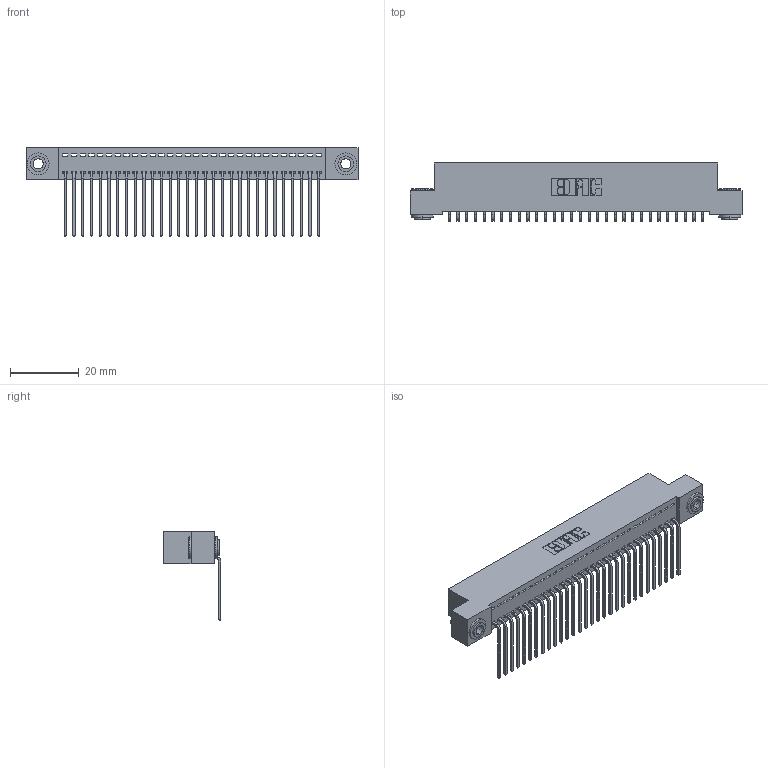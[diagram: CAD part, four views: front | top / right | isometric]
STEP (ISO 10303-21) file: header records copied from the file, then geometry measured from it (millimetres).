
FILE_DESCRIPTION (( 'STEP AP203' ), '1' );
FILE_NAME ('392-030-559-103.STEP', '2019-10-07T13:48:47', ( '' ), ( '' ), 'SwSTEP 2.0', 'SolidWorks 2016', '' );
FILE_SCHEMA (( 'CONFIG_CONTROL_DESIGN' ));
Length unit declared in the file: inch
Products named in the file (4): 342-250-002_345-250-002-102; 392-030-559-103; 342 Part_.156 TH; 345-292-001_558 559 Tail - 1
Assembly tree (33 placements, depth 2):
  392-030-559-103
    342 Part_.156 TH
    345-292-001_558 559 Tail - 1  x30
    342-250-002_345-250-002-102  x2
Bounding box: 96.52 x 16.83 x 25.78 mm (x, y, z)
Volume: 8541.4 mm3; surface area: 13112.5 mm2
Topology: 33 solids, 33 shells, 1948 faces, 5835 edges, 3846 vertices
Faces by surface type: plane 1396, cylinder 544, cone 8
Entity records: 20494 total; most frequent: CARTESIAN_POINT 3515, ORIENTED_EDGE 3474, DIRECTION 3023, EDGE_CURVE 1737, VECTOR 1585, LINE 1585, VERTEX_POINT 1154, AXIS2_PLACEMENT_3D 719
